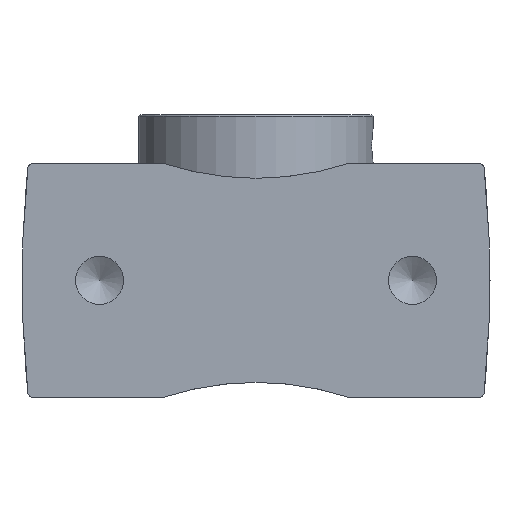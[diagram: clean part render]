
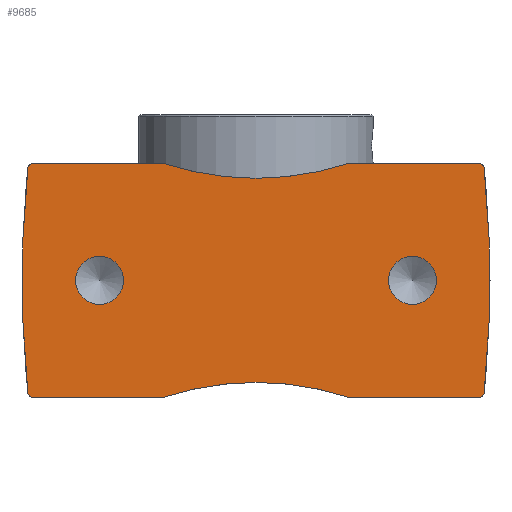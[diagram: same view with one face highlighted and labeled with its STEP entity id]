
A CAD part, front view. The second image highlights one B-rep face of the part: STEP entity #9685.
In plain terms, the highlighted face is planar.
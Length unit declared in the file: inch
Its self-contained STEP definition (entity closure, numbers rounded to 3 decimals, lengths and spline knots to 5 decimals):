
#3958=CARTESIAN_POINT('',(-0.1535,-1.,-0.));
#3959=VERTEX_POINT('',#3958);
#3969=CARTESIAN_POINT('',(0.1535,-1.,-0.));
#3970=VERTEX_POINT('',#3969);
#3971=CARTESIAN_POINT('',(-0.,-1.,-0.));
#3972=DIRECTION('',(-0.,-0.,1.));
#3973=DIRECTION('',(1.,-0.,0.));
#3974=AXIS2_PLACEMENT_3D('',#3971,#3972,#3973);
#3975=CIRCLE('',#3974,0.1535);
#3976=EDGE_CURVE('',#3970,#3959,#3975,.T.);
#3978=CARTESIAN_POINT('',(-0.,-1.,-0.));
#3979=DIRECTION('',(-0.,-0.,1.));
#3980=DIRECTION('',(1.,-0.,0.));
#3981=AXIS2_PLACEMENT_3D('',#3978,#3979,#3980);
#3982=CIRCLE('',#3981,0.1535);
#3983=EDGE_CURVE('',#3959,#3970,#3982,.T.);
#4028=CARTESIAN_POINT('',(-0.1535,1.,0.));
#4029=VERTEX_POINT('',#4028);
#4039=CARTESIAN_POINT('',(0.1535,1.,0.));
#4040=VERTEX_POINT('',#4039);
#4041=CARTESIAN_POINT('',(0.,1.,0.));
#4042=DIRECTION('',(-0.,-0.,1.));
#4043=DIRECTION('',(1.,-0.,0.));
#4044=AXIS2_PLACEMENT_3D('',#4041,#4042,#4043);
#4045=CIRCLE('',#4044,0.1535);
#4046=EDGE_CURVE('',#4040,#4029,#4045,.T.);
#4048=CARTESIAN_POINT('',(0.,1.,0.));
#4049=DIRECTION('',(-0.,-0.,1.));
#4050=DIRECTION('',(1.,-0.,0.));
#4051=AXIS2_PLACEMENT_3D('',#4048,#4049,#4050);
#4052=CIRCLE('',#4051,0.1535);
#4053=EDGE_CURVE('',#4029,#4040,#4052,.T.);
#7716=CARTESIAN_POINT('',(0.71666,1.45878,0.));
#7717=VERTEX_POINT('',#7716);
#7724=CARTESIAN_POINT('',(-0.71666,1.45878,0.));
#7725=VERTEX_POINT('',#7724);
#7726=CARTESIAN_POINT('',(-0.,-5.41103,-0.));
#7727=DIRECTION('',(0.,0.,-1.));
#7728=DIRECTION('',(-1.,0.,-0.));
#7729=AXIS2_PLACEMENT_3D('',#7726,#7727,#7728);
#7730=CIRCLE('',#7729,6.9071);
#7731=EDGE_CURVE('',#7725,#7717,#7730,.T.);
#7760=CARTESIAN_POINT('',(0.74803,1.42397,0.));
#7761=VERTEX_POINT('',#7760);
#7768=CARTESIAN_POINT('',(0.71303,1.42397,0.));
#7769=DIRECTION('',(0.,-0.,1.));
#7770=DIRECTION('',(0.743,0.669,0.));
#7771=AXIS2_PLACEMENT_3D('',#7768,#7769,#7770);
#7772=CIRCLE('',#7771,0.035);
#7773=EDGE_CURVE('',#7761,#7717,#7772,.T.);
#7785=CARTESIAN_POINT('',(0.74803,0.59055,0.));
#7786=VERTEX_POINT('',#7785);
#7793=CARTESIAN_POINT('',(0.74803,1.44305,0.));
#7794=DIRECTION('',(-0.,-1.,-0.));
#7795=VECTOR('',#7794,0.32812);
#7796=LINE('',#7793,#7795);
#7797=EDGE_CURVE('',#7761,#7786,#7796,.T.);
#7810=CARTESIAN_POINT('',(0.6526,0.,0.));
#7811=VERTEX_POINT('',#7810);
#7869=CARTESIAN_POINT('',(0.74803,-0.59055,-0.));
#7870=VERTEX_POINT('',#7869);
#7877=CARTESIAN_POINT('',(2.5276,-0.,-0.));
#7878=DIRECTION('',(-0.,-0.,1.));
#7879=DIRECTION('',(1.,-0.,0.));
#7880=AXIS2_PLACEMENT_3D('',#7877,#7878,#7879);
#7881=CIRCLE('',#7880,1.875);
#7882=EDGE_CURVE('',#7811,#7870,#7881,.T.);
#8599=CARTESIAN_POINT('',(-0.6526,-0.,-0.));
#8600=VERTEX_POINT('',#8599);
#8609=CARTESIAN_POINT('',(-0.74803,0.59055,0.));
#8610=VERTEX_POINT('',#8609);
#8617=CARTESIAN_POINT('',(-2.5276,-0.,-0.));
#8618=DIRECTION('',(-0.,-0.,1.));
#8619=DIRECTION('',(-1.,0.,-0.));
#8620=AXIS2_PLACEMENT_3D('',#8617,#8618,#8619);
#8621=CIRCLE('',#8620,1.875);
#8622=EDGE_CURVE('',#8600,#8610,#8621,.T.);
#8633=CARTESIAN_POINT('',(-0.74803,1.42397,0.));
#8634=VERTEX_POINT('',#8633);
#8641=CARTESIAN_POINT('',(-0.74803,1.44305,0.));
#8642=DIRECTION('',(-0.,-1.,-0.));
#8643=VECTOR('',#8642,0.32812);
#8644=LINE('',#8641,#8643);
#8645=EDGE_CURVE('',#8634,#8610,#8644,.T.);
#8658=CARTESIAN_POINT('',(-0.71303,1.42397,0.));
#8659=DIRECTION('',(0.,-0.,1.));
#8660=DIRECTION('',(-0.743,0.669,0.));
#8661=AXIS2_PLACEMENT_3D('',#8658,#8659,#8660);
#8662=CIRCLE('',#8661,0.035);
#8663=EDGE_CURVE('',#7725,#8634,#8662,.T.);
#9420=CARTESIAN_POINT('',(0.74803,-1.42397,-0.));
#9421=VERTEX_POINT('',#9420);
#9428=CARTESIAN_POINT('',(0.74803,0.64993,0.));
#9429=DIRECTION('',(-0.,-1.,-0.));
#9430=VECTOR('',#9429,0.32812);
#9431=LINE('',#9428,#9430);
#9432=EDGE_CURVE('',#7870,#9421,#9431,.T.);
#9444=CARTESIAN_POINT('',(0.71666,-1.45878,-0.));
#9445=VERTEX_POINT('',#9444);
#9452=CARTESIAN_POINT('',(0.71303,-1.42397,-0.));
#9453=DIRECTION('',(0.,-0.,1.));
#9454=DIRECTION('',(0.743,-0.669,-0.));
#9455=AXIS2_PLACEMENT_3D('',#9452,#9453,#9454);
#9456=CIRCLE('',#9455,0.035);
#9457=EDGE_CURVE('',#9445,#9421,#9456,.T.);
#9575=CARTESIAN_POINT('',(-0.71666,-1.45878,-0.));
#9576=VERTEX_POINT('',#9575);
#9583=CARTESIAN_POINT('',(0.,5.41103,0.));
#9584=DIRECTION('',(0.,0.,-1.));
#9585=DIRECTION('',(1.,-0.,0.));
#9586=AXIS2_PLACEMENT_3D('',#9583,#9584,#9585);
#9587=CIRCLE('',#9586,6.9071);
#9588=EDGE_CURVE('',#9445,#9576,#9587,.T.);
#9601=CARTESIAN_POINT('',(-0.74803,-1.42397,-0.));
#9602=VERTEX_POINT('',#9601);
#9609=CARTESIAN_POINT('',(-0.71303,-1.42397,-0.));
#9610=DIRECTION('',(0.,-0.,1.));
#9611=DIRECTION('',(-0.743,-0.669,-0.));
#9612=AXIS2_PLACEMENT_3D('',#9609,#9610,#9611);
#9613=CIRCLE('',#9612,0.035);
#9614=EDGE_CURVE('',#9602,#9576,#9613,.T.);
#9626=CARTESIAN_POINT('',(-0.74803,-0.59055,-0.));
#9627=VERTEX_POINT('',#9626);
#9634=CARTESIAN_POINT('',(-0.74803,0.64993,0.));
#9635=DIRECTION('',(-0.,-1.,-0.));
#9636=VECTOR('',#9635,0.32812);
#9637=LINE('',#9634,#9636);
#9638=EDGE_CURVE('',#9627,#9602,#9637,.T.);
#9644=CARTESIAN_POINT('',(0.37066,0.73924,0.));
#9645=DIRECTION('',(-0.,-0.,1.));
#9646=DIRECTION('',(1.,-0.,0.));
#9647=AXIS2_PLACEMENT_3D('',#9644,#9645,#9646);
#9648=PLANE('',#9647);
#9649=ORIENTED_EDGE('',*,*,#3976,.T.);
#9650=ORIENTED_EDGE('',*,*,#3983,.T.);
#9651=EDGE_LOOP('',(#9649,#9650));
#9652=FACE_BOUND('',#9651,.T.);
#9653=ORIENTED_EDGE('',*,*,#4046,.T.);
#9654=ORIENTED_EDGE('',*,*,#4053,.T.);
#9655=EDGE_LOOP('',(#9653,#9654));
#9656=FACE_BOUND('',#9655,.T.);
#9657=ORIENTED_EDGE('',*,*,#9614,.F.);
#9658=ORIENTED_EDGE('',*,*,#9638,.F.);
#9659=CARTESIAN_POINT('',(-2.5276,-0.,-0.));
#9660=DIRECTION('',(-0.,-0.,1.));
#9661=DIRECTION('',(-1.,0.,-0.));
#9662=AXIS2_PLACEMENT_3D('',#9659,#9660,#9661);
#9663=CIRCLE('',#9662,1.875);
#9664=EDGE_CURVE('',#9627,#8600,#9663,.T.);
#9665=ORIENTED_EDGE('',*,*,#9664,.T.);
#9666=ORIENTED_EDGE('',*,*,#8622,.T.);
#9667=ORIENTED_EDGE('',*,*,#8645,.F.);
#9668=ORIENTED_EDGE('',*,*,#8663,.F.);
#9669=ORIENTED_EDGE('',*,*,#7731,.T.);
#9670=ORIENTED_EDGE('',*,*,#7773,.F.);
#9671=ORIENTED_EDGE('',*,*,#7797,.T.);
#9672=CARTESIAN_POINT('',(2.5276,-0.,-0.));
#9673=DIRECTION('',(-0.,-0.,1.));
#9674=DIRECTION('',(1.,-0.,0.));
#9675=AXIS2_PLACEMENT_3D('',#9672,#9673,#9674);
#9676=CIRCLE('',#9675,1.875);
#9677=EDGE_CURVE('',#7786,#7811,#9676,.T.);
#9678=ORIENTED_EDGE('',*,*,#9677,.T.);
#9679=ORIENTED_EDGE('',*,*,#7882,.T.);
#9680=ORIENTED_EDGE('',*,*,#9432,.T.);
#9681=ORIENTED_EDGE('',*,*,#9457,.F.);
#9682=ORIENTED_EDGE('',*,*,#9588,.T.);
#9683=EDGE_LOOP('',(#9657,#9658,#9665,#9666,#9667,#9668,#9669,#9670,#9671,#9678,#9679,#9680,#9681,#9682));
#9684=FACE_BOUND('',#9683,.T.);
#9685=ADVANCED_FACE('',(#9652,#9656,#9684),#9648,.F.);
